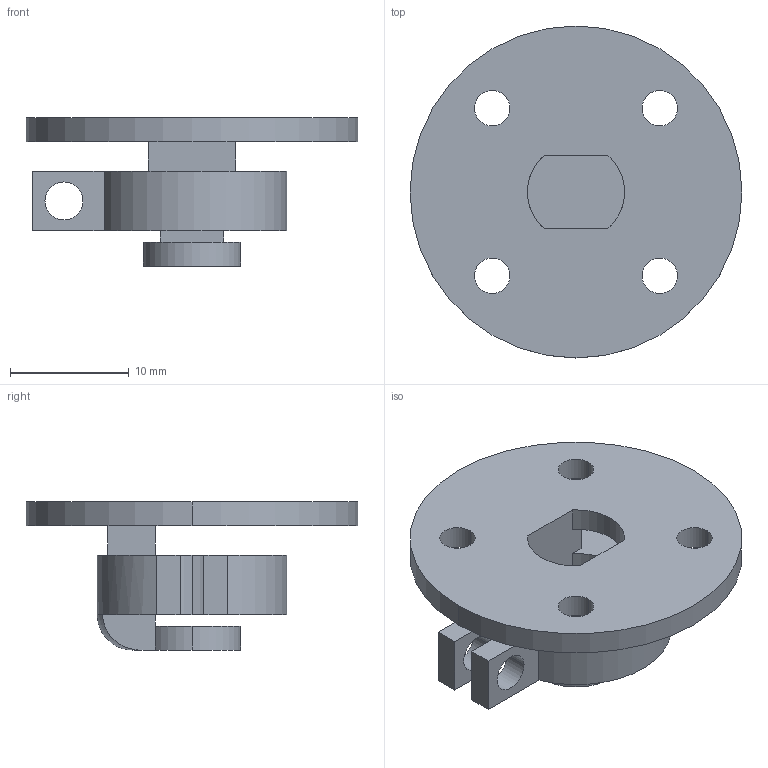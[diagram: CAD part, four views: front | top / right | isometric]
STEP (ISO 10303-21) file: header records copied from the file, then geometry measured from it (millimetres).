
FILE_DESCRIPTION (( 'STEP AP203' ), '1' );
FILE_NAME ('µç»ú3¹Ì¶¨.STEP', '2025-09-09T06:41:16', ( '' ), ( '' ), 'SwSTEP 2.0', 'SolidWorks 2025', '' );
FILE_SCHEMA (( 'CONFIG_CONTROL_DESIGN' ));
Length unit declared in the file: millimetre
Products named in the file (1): 电机3固定
Bounding box: 28 x 28 x 12.5 mm (x, y, z)
Volume: 2143.2 mm3; surface area: 2416.9 mm2
Topology: 1 solids, 1 shells, 52 faces, 140 edges, 90 vertices
Faces by surface type: cylinder 26, plane 25, torus 1
Entity records: 1772 total; most frequent: CARTESIAN_POINT 311, DIRECTION 303, ORIENTED_EDGE 280, EDGE_CURVE 140, AXIS2_PLACEMENT_3D 112, VERTEX_POINT 90, LINE 79, VECTOR 79
